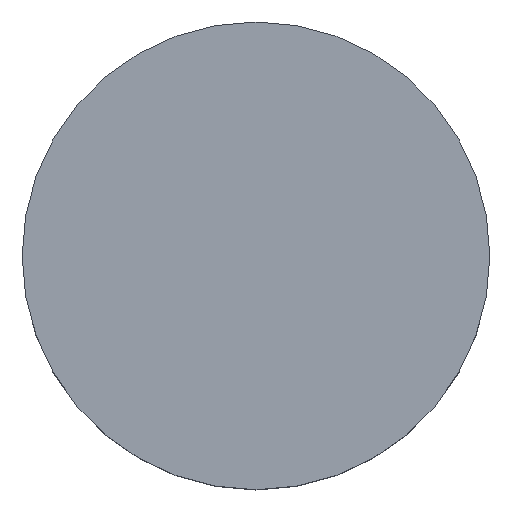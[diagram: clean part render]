
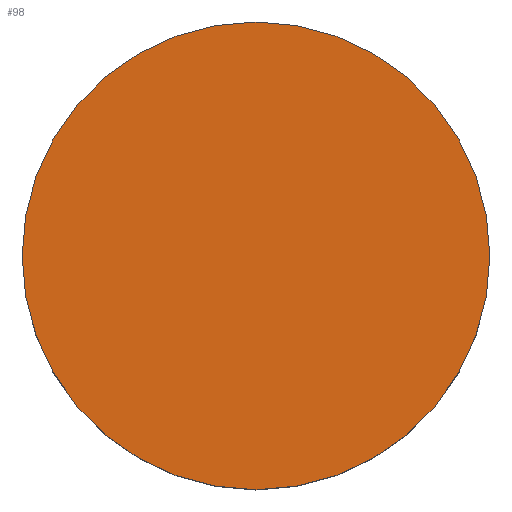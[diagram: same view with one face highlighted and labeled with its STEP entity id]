
A CAD part, top view. The second image highlights one B-rep face of the part: STEP entity #98.
In plain terms, the highlighted planar face has unit normal (0, 0, 1).
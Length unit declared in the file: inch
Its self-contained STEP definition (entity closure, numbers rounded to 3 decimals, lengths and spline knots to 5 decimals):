
#21=CIRCLE('',#129,0.15);
#24=PLANE('',#130);
#29=FACE_OUTER_BOUND('',#36,.T.);
#36=EDGE_LOOP('',(#82));
#57=VERTEX_POINT('',#245);
#66=EDGE_CURVE('',#57,#57,#21,.T.);
#82=ORIENTED_EDGE('',*,*,#66,.T.);
#98=ADVANCED_FACE('',(#29),#24,.T.);
#129=AXIS2_PLACEMENT_3D('',#246,#149,#150);
#130=AXIS2_PLACEMENT_3D('',#248,#152,#153);
#149=DIRECTION('center_axis',(0.,0.,1.));
#150=DIRECTION('ref_axis',(1.,0.,0.));
#152=DIRECTION('center_axis',(0.,0.,1.));
#153=DIRECTION('ref_axis',(1.,0.,0.));
#245=CARTESIAN_POINT('',(-0.15,0.,0.6));
#246=CARTESIAN_POINT('Origin',(0.,0.,0.6));
#248=CARTESIAN_POINT('Origin',(0.,0.,0.6));
